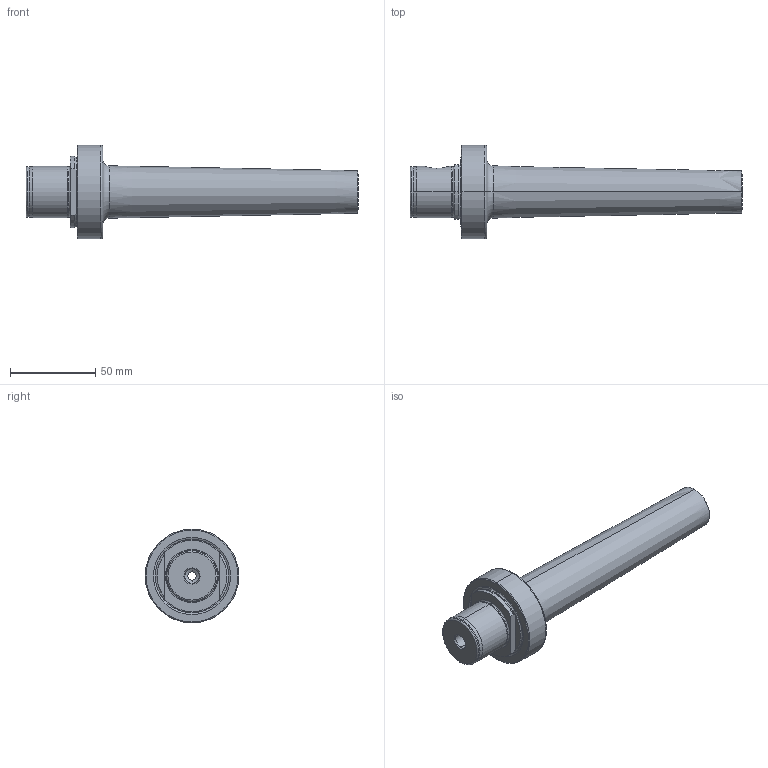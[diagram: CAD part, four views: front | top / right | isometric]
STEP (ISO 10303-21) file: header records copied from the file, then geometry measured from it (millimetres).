
FILE_DESCRIPTION (( 'STEP AP203' ), '1' );
FILE_NAME ('124.550.258.STEP', '2018-03-13T14:02:45', ( 'SWIAdmin' ), ( 'Hewlett-Packard Company' ), 'SwSTEP 2.0', 'SolidWorks 2017', '' );
FILE_SCHEMA (( 'CONFIG_CONTROL_DESIGN' ));
Length unit declared in the file: millimetre
Products named in the file (3): 124.550.258; MB5-MB2.K01.165_C; MB2-ER1.001.008_A
Assembly tree (2 placements, depth 2):
  124.550.258
    MB5-MB2.K01.165_C
    MB2-ER1.001.008_A
Bounding box: 195 x 55 x 55 mm (x, y, z)
Volume: 142876 mm3; surface area: 27254.1 mm2
Topology: 2 solids, 2 shells, 136 faces, 310 edges, 182 vertices
Faces by surface type: cone 47, cylinder 34, plane 31, torus 24
Entity records: 4506 total; most frequent: CARTESIAN_POINT 1119, DIRECTION 701, ORIENTED_EDGE 616, EDGE_CURVE 308, AXIS2_PLACEMENT_3D 294, VERTEX_POINT 182, CIRCLE 153, EDGE_LOOP 148
